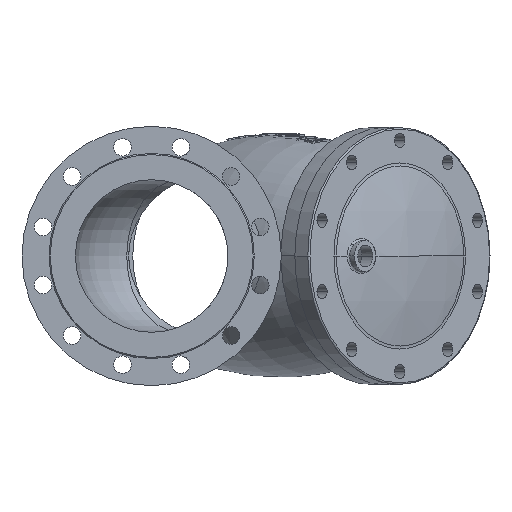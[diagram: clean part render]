
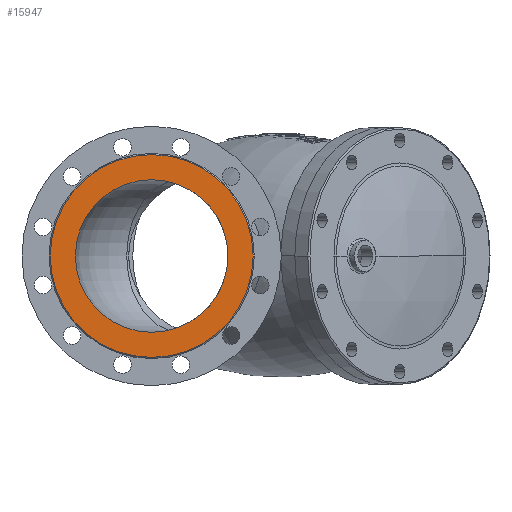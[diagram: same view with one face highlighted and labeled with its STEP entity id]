
A CAD part, left-side view. The second image highlights one B-rep face of the part: STEP entity #15947.
In plain terms, the highlighted planar face has unit normal (-1, 0, 0).
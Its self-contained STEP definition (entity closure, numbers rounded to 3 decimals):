
#33 = DIRECTION ( 'NONE',  ( 1., 0., 0. ) ) ;
#1056 = AXIS2_PLACEMENT_3D ( 'NONE', #12330, #33, #8651 ) ;
#1487 = CARTESIAN_POINT ( 'NONE',  ( -300., 0., -100. ) ) ;
#1654 = CIRCLE ( 'NONE', #11788, 100. ) ;
#1971 = EDGE_LOOP ( 'NONE', ( #13205, #14446 ) ) ;
#1979 = CARTESIAN_POINT ( 'NONE',  ( -300., -133., 0. ) ) ;
#2090 = VERTEX_POINT ( 'NONE', #11192 ) ;
#2429 = VERTEX_POINT ( 'NONE', #14678 ) ;
#2867 = CIRCLE ( 'NONE', #11952, 133. ) ;
#2901 = CARTESIAN_POINT ( 'NONE',  ( -300., 0., 0. ) ) ;
#3059 = CARTESIAN_POINT ( 'NONE',  ( -300., 0., 0. ) ) ;
#3238 = ORIENTED_EDGE ( 'NONE', *, *, #13775, .F. ) ;
#3370 = DIRECTION ( 'NONE',  ( 1., 0., 0. ) ) ;
#3410 = EDGE_LOOP ( 'NONE', ( #11922, #3238 ) ) ;
#3526 = DIRECTION ( 'NONE',  ( 0., 0., -1. ) ) ;
#4460 = VERTEX_POINT ( 'NONE', #1487 ) ;
#5203 = DIRECTION ( 'NONE',  ( 1., 0., 0. ) ) ;
#5332 = VERTEX_POINT ( 'NONE', #1979 ) ;
#6382 = FACE_OUTER_BOUND ( 'NONE', #3410, .T. ) ;
#7243 = DIRECTION ( 'NONE',  ( 0., 1., 0. ) ) ;
#7280 = PLANE ( 'NONE',  #1056 ) ;
#7520 = FACE_BOUND ( 'NONE', #1971, .T. ) ;
#7648 = AXIS2_PLACEMENT_3D ( 'NONE', #13613, #5203, #3526 ) ;
#8651 = DIRECTION ( 'NONE',  ( 0., 0., -1. ) ) ;
#8838 = EDGE_CURVE ( 'NONE', #4460, #2429, #1654, .T. ) ;
#9230 = DIRECTION ( 'NONE',  ( 1., 0., 0. ) ) ;
#9569 = EDGE_CURVE ( 'NONE', #2429, #4460, #11020, .T. ) ;
#10749 = CARTESIAN_POINT ( 'NONE',  ( -300., 0., 0. ) ) ;
#11020 = CIRCLE ( 'NONE', #7648, 100. ) ;
#11192 = CARTESIAN_POINT ( 'NONE',  ( -300., 133., 0. ) ) ;
#11364 = DIRECTION ( 'NONE',  ( 0., 0., -1. ) ) ;
#11788 = AXIS2_PLACEMENT_3D ( 'NONE', #2901, #9230, #11364 ) ;
#11922 = ORIENTED_EDGE ( 'NONE', *, *, #14577, .F. ) ;
#11952 = AXIS2_PLACEMENT_3D ( 'NONE', #3059, #3370, #15742 ) ;
#12330 = CARTESIAN_POINT ( 'NONE',  ( -300., 0., 0. ) ) ;
#12515 = DIRECTION ( 'NONE',  ( 1., 0., 0. ) ) ;
#13205 = ORIENTED_EDGE ( 'NONE', *, *, #8838, .T. ) ;
#13613 = CARTESIAN_POINT ( 'NONE',  ( -300., 0., 0. ) ) ;
#13775 = EDGE_CURVE ( 'NONE', #2090, #5332, #14039, .T. ) ;
#14039 = CIRCLE ( 'NONE', #15597, 133. ) ;
#14446 = ORIENTED_EDGE ( 'NONE', *, *, #9569, .T. ) ;
#14577 = EDGE_CURVE ( 'NONE', #5332, #2090, #2867, .T. ) ;
#14678 = CARTESIAN_POINT ( 'NONE',  ( -300., 0., 100. ) ) ;
#15597 = AXIS2_PLACEMENT_3D ( 'NONE', #10749, #12515, #7243 ) ;
#15742 = DIRECTION ( 'NONE',  ( 0., 1., 0. ) ) ;
#15947 = ADVANCED_FACE ( 'NONE', ( #7520, #6382 ), #7280, .F. ) ;
